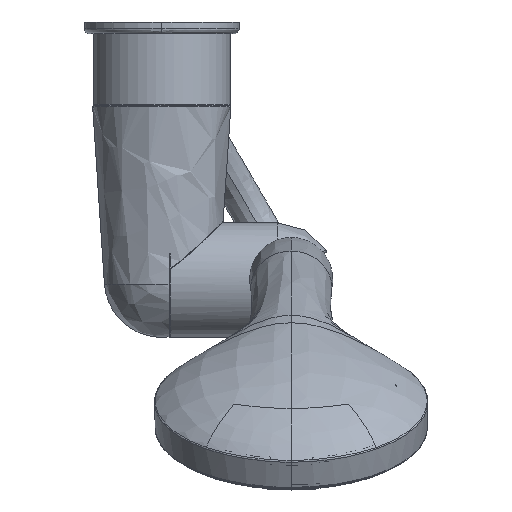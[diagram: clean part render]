
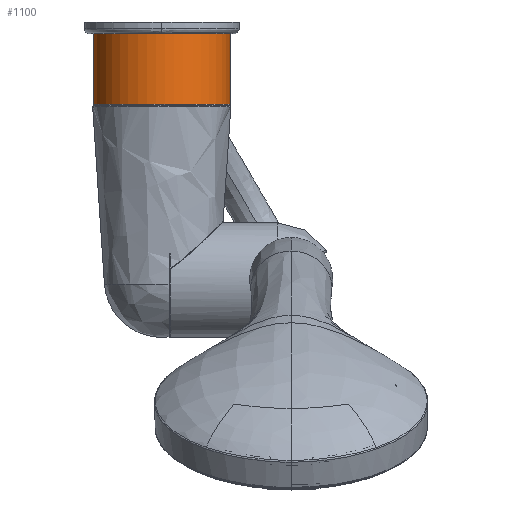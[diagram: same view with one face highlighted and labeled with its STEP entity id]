
A CAD part, top view. The second image highlights one B-rep face of the part: STEP entity #1100.
In plain terms, the highlighted cylindrical face has radius 25.1 mm (diameter 50.2 mm), a partial arc.
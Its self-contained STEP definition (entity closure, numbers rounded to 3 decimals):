
#1100=ADVANCED_FACE('',(#3227),#30466,.T.);
#3227=FACE_OUTER_BOUND('',#5371,.T.);
#5371=EDGE_LOOP('',(#9816,#9817,#9818,#9819));
#9816=ORIENTED_EDGE('',*,*,#18567,.T.);
#9817=ORIENTED_EDGE('',*,*,#18566,.F.);
#9818=ORIENTED_EDGE('',*,*,#18568,.T.);
#9819=ORIENTED_EDGE('',*,*,#18569,.T.);
#18566=EDGE_CURVE('',#28029,#28032,#22769,.T.);
#18567=EDGE_CURVE('',#28033,#28032,#22770,.T.);
#18568=EDGE_CURVE('',#28029,#28034,#22771,.T.);
#18569=EDGE_CURVE('',#28034,#28033,#22772,.T.);
#22769=(
BOUNDED_CURVE()
B_SPLINE_CURVE(2,(#54662,#54663,#54664,#54665,#54666),.UNSPECIFIED.,.F.,
 .F.)
B_SPLINE_CURVE_WITH_KNOTS((3,2,3),(-6.277,-4.706,
-3.135),.UNSPECIFIED.)
CURVE()
GEOMETRIC_REPRESENTATION_ITEM()
RATIONAL_B_SPLINE_CURVE((1.,0.707,1.,0.707,1.))
REPRESENTATION_ITEM('')
);
#22770=(
BOUNDED_CURVE()
B_SPLINE_CURVE(1,(#54667,#54668),.UNSPECIFIED.,.F.,.F.)
B_SPLINE_CURVE_WITH_KNOTS((2,2),(0.016,1.147),
 .UNSPECIFIED.)
CURVE()
GEOMETRIC_REPRESENTATION_ITEM()
RATIONAL_B_SPLINE_CURVE((1.,1.))
REPRESENTATION_ITEM('')
);
#22771=(
BOUNDED_CURVE()
B_SPLINE_CURVE(1,(#54669,#54670),.UNSPECIFIED.,.F.,.F.)
B_SPLINE_CURVE_WITH_KNOTS((2,2),(-1.147,-0.016),
 .UNSPECIFIED.)
CURVE()
GEOMETRIC_REPRESENTATION_ITEM()
RATIONAL_B_SPLINE_CURVE((1.,1.))
REPRESENTATION_ITEM('')
);
#22772=(
BOUNDED_CURVE()
B_SPLINE_CURVE(2,(#54671,#54672,#54673,#54674,#54675),.UNSPECIFIED.,.F.,
 .F.)
B_SPLINE_CURVE_WITH_KNOTS((3,2,3),(0.,1.571,
3.142),.UNSPECIFIED.)
CURVE()
GEOMETRIC_REPRESENTATION_ITEM()
RATIONAL_B_SPLINE_CURVE((1.,0.707,1.,0.707,1.))
REPRESENTATION_ITEM('')
);
#28029=VERTEX_POINT('',#54625);
#28032=VERTEX_POINT('',#54628);
#28033=VERTEX_POINT('',#54629);
#28034=VERTEX_POINT('',#54630);
#30466=CYLINDRICAL_SURFACE('',#32806,25.1);
#32806=AXIS2_PLACEMENT_3D('',#54585,#33287,$);
#33287=DIRECTION('',(0.,1.,0.));
#54585=CARTESIAN_POINT('',(0.,-16.,0.));
#54625=CARTESIAN_POINT('',(25.1,-30.2,0.));
#54628=CARTESIAN_POINT('',(-25.1,-30.2,0.));
#54629=CARTESIAN_POINT('',(-25.1,-1.8,0.));
#54630=CARTESIAN_POINT('',(25.1,-1.8,0.));
#54662=CARTESIAN_POINT('',(25.1,-30.2,0.));
#54663=CARTESIAN_POINT('',(25.1,-30.2,25.1));
#54664=CARTESIAN_POINT('',(0.,-30.2,25.1));
#54665=CARTESIAN_POINT('',(-25.1,-30.2,25.1));
#54666=CARTESIAN_POINT('',(-25.1,-30.2,0.));
#54667=CARTESIAN_POINT('',(-25.1,-1.8,0.));
#54668=CARTESIAN_POINT('',(-25.1,-30.2,0.));
#54669=CARTESIAN_POINT('',(25.1,-30.2,0.));
#54670=CARTESIAN_POINT('',(25.1,-1.8,0.));
#54671=CARTESIAN_POINT('',(25.1,-1.8,0.));
#54672=CARTESIAN_POINT('',(25.1,-1.8,25.1));
#54673=CARTESIAN_POINT('',(0.,-1.8,25.1));
#54674=CARTESIAN_POINT('',(-25.1,-1.8,25.1));
#54675=CARTESIAN_POINT('',(-25.1,-1.8,0.));
